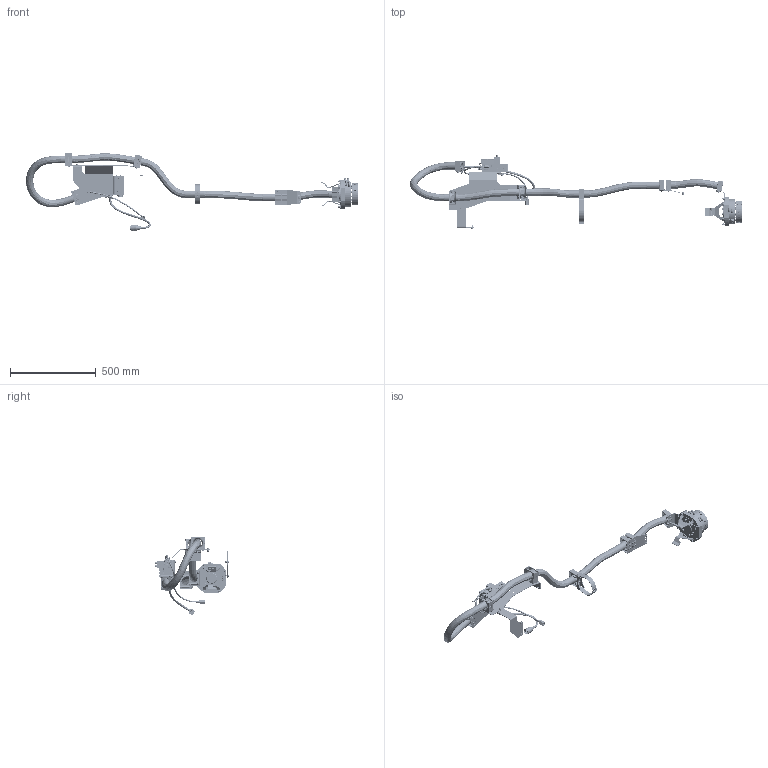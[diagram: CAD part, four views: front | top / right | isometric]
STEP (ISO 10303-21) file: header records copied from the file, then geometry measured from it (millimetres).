
FILE_DESCRIPTION (( 'STEP AP203' ), '1' );
FILE_NAME ('TS131-405.STEP', '2020-04-17T11:13:05', ( '' ), ( '' ), 'SwSTEP 2.0', 'SolidWorks 2019', '' );
FILE_SCHEMA (( 'CONFIG_CONTROL_DESIGN' ));
Products named in the file (1): TS131-405
Bounding box: 1937.99 x 428.04 x 452.06 mm (x, y, z)
Volume: 4954824.2 mm3; surface area: 1846825.9 mm2
Topology: 178 solids, 181 shells, 8496 faces, 20987 edges, 13259 vertices
Faces by surface type: plane 3328, cylinder 2783, bspline 1350, cone 605, torus 322, sphere 108
Entity records: 386399 total; most frequent: CARTESIAN_POINT 189854, ORIENTED_EDGE 41702, DIRECTION 39176, EDGE_CURVE 20851, AXIS2_PLACEMENT_3D 14348, VERTEX_POINT 13260, VECTOR 10480, LINE 10480
